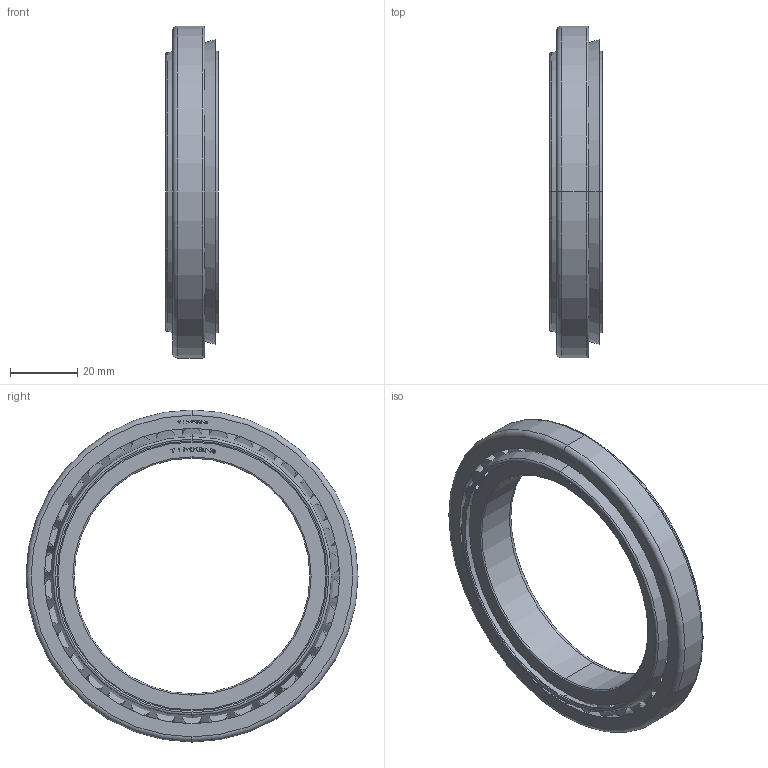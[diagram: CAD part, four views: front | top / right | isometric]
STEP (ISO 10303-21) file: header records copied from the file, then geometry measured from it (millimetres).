
FILE_DESCRIPTION(('starvars output'),'1');
FILE_NAME('cv20221031002446000004539.stp','00:24:47 2022/10/31',('Thomas Industrial Network Germany GmbH'),(' '),'Spatial InterOp 3D',' ',' ');
FILE_SCHEMA(('AUTOMOTIVE_DESIGN { 1 0 10303 214 3 1 1 }'));
Length unit declared in the file: millimetre
Products named in the file (1): 1
Bounding box: 15.53 x 98.42 x 98.42 mm (x, y, z)
Volume: 37677.2 mm3; surface area: 33356.6 mm2
Topology: 37 solids, 37 shells, 534 faces, 1248 edges, 822 vertices
Faces by surface type: plane 396, cone 88, cylinder 40, torus 10
Entity records: 19868 total; most frequent: DIRECTION 2646, CARTESIAN_POINT 2641, ORIENTED_EDGE 2496, EDGE_CURVE 1248, LINE 992, VECTOR 992, AXIS2_PLACEMENT_3D 827, VERTEX_POINT 822
